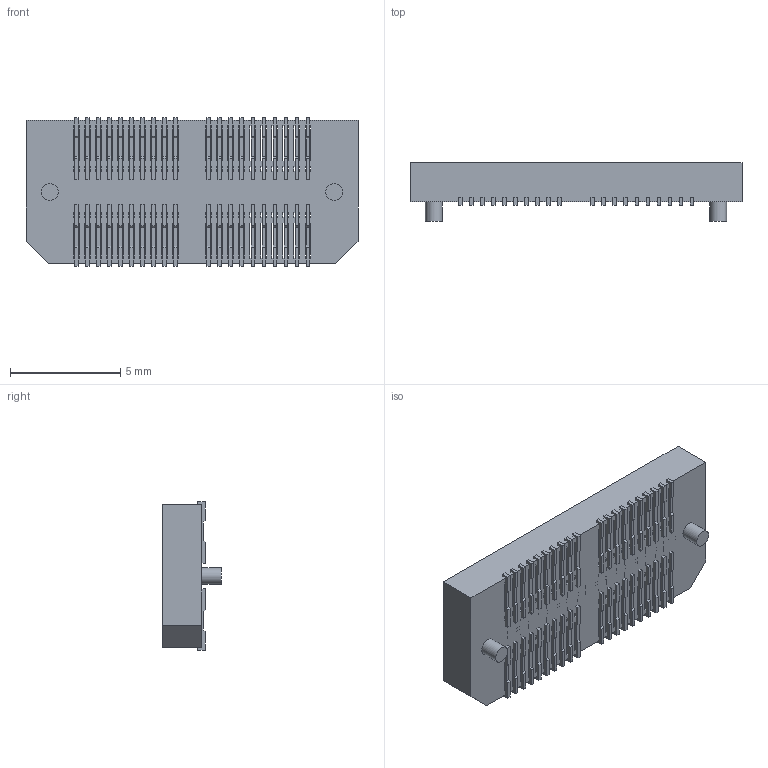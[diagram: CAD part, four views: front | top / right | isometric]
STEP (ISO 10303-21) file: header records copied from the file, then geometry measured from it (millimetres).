
FILE_DESCRIPTION( ( 'STEP AP214' ), '1' );
FILE_NAME( 'LSH-020-01-G-D-A.stp', '2020-04-15T02:08:55', ( 'License CC BY-ND 4.0' ), ( 'CADENAS' ), ' ', 'PARTsolutions', ' ' );
FILE_SCHEMA( ( 'AUTOMOTIVE_DESIGN { 1 0 10303 214 1 1 1 1 }' ) );
Length unit declared in the file: inch
Products named in the file (3): LSH-020-01-G-D-A; _LSH-020-01-G-D-A_body; _LSH-020-01-G-D-A_pins
Assembly tree (2 placements, depth 2):
  LSH-020-01-G-D-A
    _LSH-020-01-G-D-A_body
    _LSH-020-01-G-D-A_pins
Bounding box: 15.07 x 2.67 x 6.73 mm (x, y, z)
Volume: 91.5 mm3; surface area: 713.8 mm2
Topology: 2 solids, 2 shells, 1532 faces, 4812 edges, 3208 vertices
Faces by surface type: plane 1490, cylinder 42
Full cylindrical faces by diameter (mm): 0.762 x2
Entity records: 64920 total; most frequent: ORIENTED_EDGE 9620, CARTESIAN_POINT 9553, DIRECTION 7964, EDGE_CURVE 4810, LINE 4726, VECTOR 4726, VERTEX_POINT 3208, AXIS2_PLACEMENT_3D 1619
